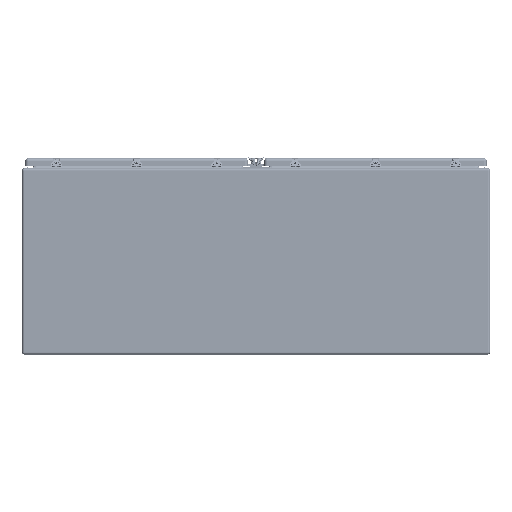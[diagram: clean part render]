
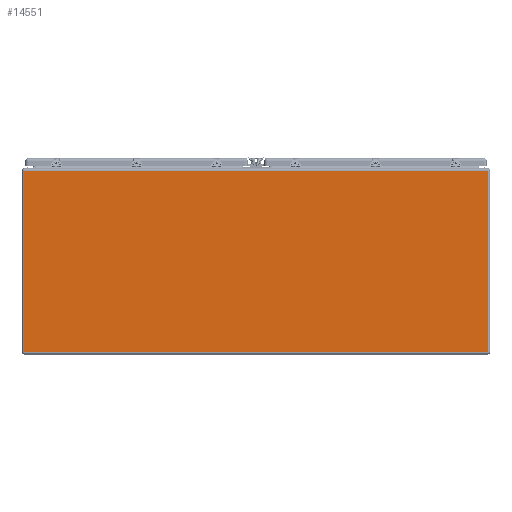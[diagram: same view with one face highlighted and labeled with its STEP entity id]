
A CAD part, front view. The second image highlights one B-rep face of the part: STEP entity #14551.
In plain terms, the highlighted face is planar.
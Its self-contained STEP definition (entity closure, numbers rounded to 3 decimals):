
#1938=LINE($,#23847,#2686);
#1939=LINE($,#23849,#2687);
#1940=LINE($,#23851,#2688);
#1941=LINE($,#23852,#2689);
#2686=VECTOR($,#18150,23.456);
#2687=VECTOR($,#18151,59.875);
#2688=VECTOR($,#18152,23.456);
#2689=VECTOR($,#18153,59.875);
#4756=FACE_OUTER_BOUND($,#5713,.T.);
#5713=EDGE_LOOP($,(#11148,#11149,#11150,#11151));
#7796=VERTEX_POINT($,#23845);
#7797=VERTEX_POINT($,#23846);
#7798=VERTEX_POINT($,#23848);
#7799=VERTEX_POINT($,#23850);
#9144=EDGE_CURVE($,#7796,#7797,#1938,.T.);
#9145=EDGE_CURVE($,#7798,#7796,#1939,.T.);
#9146=EDGE_CURVE($,#7799,#7798,#1940,.T.);
#9147=EDGE_CURVE($,#7797,#7799,#1941,.T.);
#11148=ORIENTED_EDGE($,*,*,#9144,.F.);
#11149=ORIENTED_EDGE($,*,*,#9145,.F.);
#11150=ORIENTED_EDGE($,*,*,#9146,.F.);
#11151=ORIENTED_EDGE($,*,*,#9147,.F.);
#14155=PLANE($,#15654);
#14551=ADVANCED_FACE($,(#4756),#14155,.T.);
#15654=AXIS2_PLACEMENT_3D($,#23844,#18148,#18149);
#18148=DIRECTION('center_axis',(0.,0.,1.));
#18149=DIRECTION('ref_axis',(1.,0.,0.));
#18150=DIRECTION($,(0.,-1.,0.));
#18151=DIRECTION($,(1.,0.,0.));
#18152=DIRECTION($,(0.,1.,0.));
#18153=DIRECTION($,(-1.,0.,0.));
#23844=CARTESIAN_POINT('Origin',(0.,12.562,30.25));
#23845=CARTESIAN_POINT('',(29.938,23.581,30.25));
#23846=CARTESIAN_POINT('',(29.938,0.125,30.25));
#23847=CARTESIAN_POINT($,(29.938,23.581,30.25));
#23848=CARTESIAN_POINT('',(-29.938,23.581,30.25));
#23849=CARTESIAN_POINT($,(-29.938,23.581,30.25));
#23850=CARTESIAN_POINT('',(-29.938,0.125,30.25));
#23851=CARTESIAN_POINT($,(-29.938,0.125,30.25));
#23852=CARTESIAN_POINT($,(29.938,0.125,30.25));
